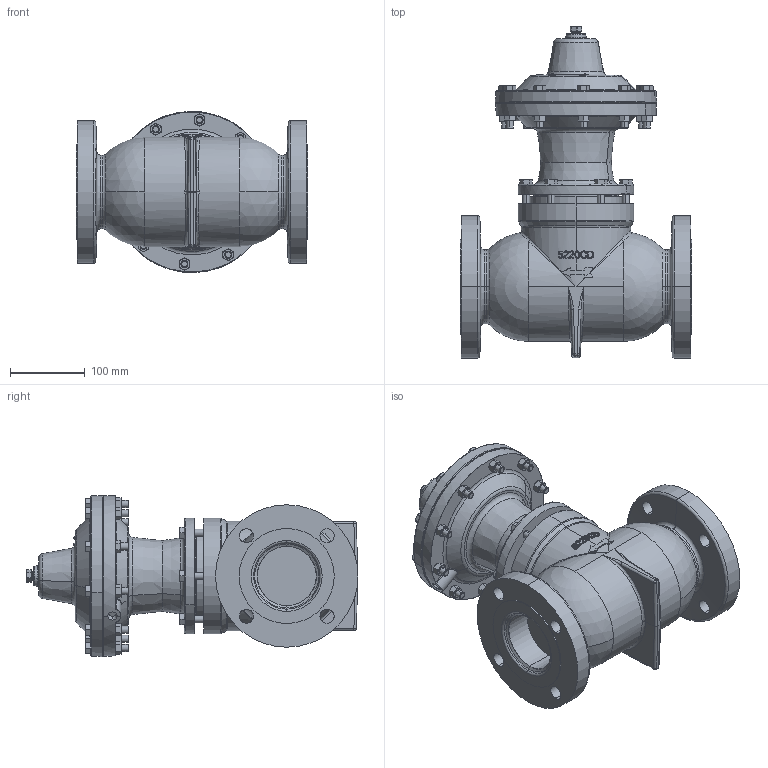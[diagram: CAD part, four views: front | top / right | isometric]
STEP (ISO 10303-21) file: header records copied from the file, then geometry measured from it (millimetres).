
FILE_DESCRIPTION (( 'STEP AP203' ), '1' );
FILE_NAME ('3 INCH 325 FMT PBT PO-D (EMV).STEP', '2016-12-15T14:11:07', ( 'PCTech' ), ( 'Microsoft' ), 'SwSTEP 2.0', 'SolidWorks 2016', '' );
FILE_SCHEMA (( 'CONFIG_CONTROL_DESIGN' ));
Length unit declared in the file: inch
Products named in the file (1): 3 INCH 325 FMT PBT PO-D (EMV)
Bounding box: 309.55 x 443.85 x 215.6 mm (x, y, z)
Volume: 8718566.5 mm3; surface area: 485217 mm2
Topology: 1 solids, 1 shells, 1448 faces, 3612 edges, 2244 vertices
Faces by surface type: plane 657, cone 275, cylinder 228, bspline 198, torus 66, sphere 24
Entity records: 55749 total; most frequent: CARTESIAN_POINT 23781, ORIENTED_EDGE 7168, DIRECTION 5861, EDGE_CURVE 3584, VERTEX_POINT 2242, AXIS2_PLACEMENT_3D 2205, EDGE_LOOP 1600, LINE 1451
